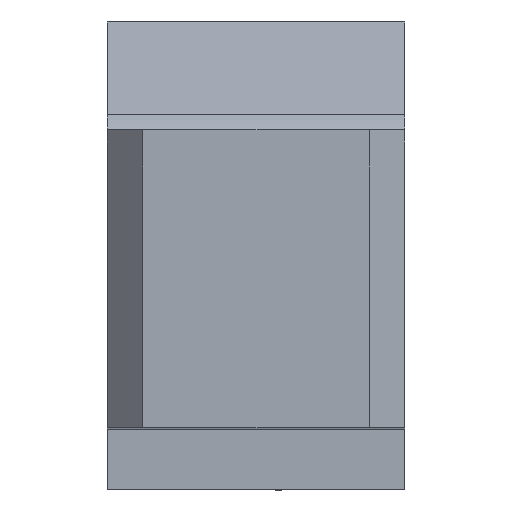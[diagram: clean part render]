
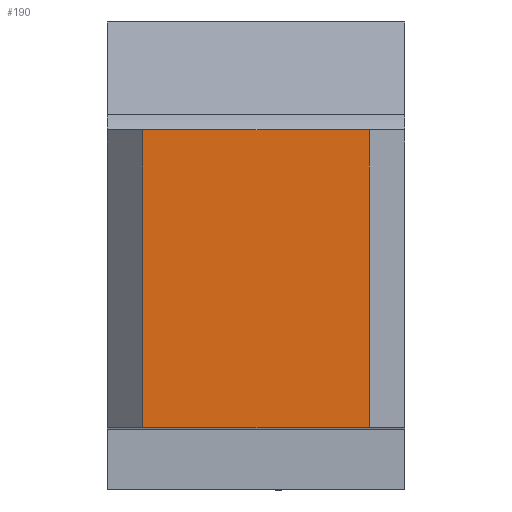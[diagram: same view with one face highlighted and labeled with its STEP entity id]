
A CAD part, top view. The second image highlights one B-rep face of the part: STEP entity #190.
In plain terms, the highlighted planar face has unit normal (0, 0, 1).
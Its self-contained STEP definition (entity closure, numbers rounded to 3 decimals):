
#190=ADVANCED_FACE('CU_BACK_SU1',(#293),#250,.F.);
#250=PLANE('',#1434);
#293=FACE_OUTER_BOUND('',#355,.T.);
#355=EDGE_LOOP('',(#544,#545,#546,#547));
#544=ORIENTED_EDGE('',*,*,#1014,.F.);
#545=ORIENTED_EDGE('',*,*,#1012,.T.);
#546=ORIENTED_EDGE('',*,*,#1015,.T.);
#547=ORIENTED_EDGE('',*,*,#996,.F.);
#854=VERTEX_POINT('',#1924);
#855=VERTEX_POINT('',#1926);
#862=VERTEX_POINT('',#1959);
#863=VERTEX_POINT('',#1961);
#996=EDGE_CURVE('',#854,#855,#1172,.T.);
#1012=EDGE_CURVE('',#863,#862,#1180,.T.);
#1014=EDGE_CURVE('',#863,#854,#1182,.T.);
#1015=EDGE_CURVE('',#862,#855,#1183,.T.);
#1172=LINE('',#1925,#1283);
#1180=LINE('',#1960,#1291);
#1182=LINE('',#1964,#1293);
#1183=LINE('',#1965,#1294);
#1283=VECTOR('',#1599,1.);
#1291=VECTOR('',#1629,1.);
#1293=VECTOR('',#1633,1.);
#1294=VECTOR('',#1634,1.);
#1434=AXIS2_PLACEMENT_3D('',#1966,#1635,#1636);
#1599=DIRECTION('',(1.,0.,0.));
#1629=DIRECTION('',(1.,0.,0.));
#1633=DIRECTION('',(0.,1.,0.));
#1634=DIRECTION('',(0.,1.,0.));
#1635=DIRECTION('',(0.,0.,-1.));
#1636=DIRECTION('',(-1.,0.,0.));
#1924=CARTESIAN_POINT('',(-21.925,24.925,0.));
#1925=CARTESIAN_POINT('',(-110.,24.925,0.));
#1926=CARTESIAN_POINT('',(-3.,24.925,0.));
#1959=CARTESIAN_POINT('',(-3.,0.,0.));
#1960=CARTESIAN_POINT('',(-110.,0.,0.));
#1961=CARTESIAN_POINT('',(-21.925,0.,0.));
#1964=CARTESIAN_POINT('',(-21.925,0.,0.));
#1965=CARTESIAN_POINT('',(-3.,0.,0.));
#1966=CARTESIAN_POINT('',(23.246,44.925,0.));
